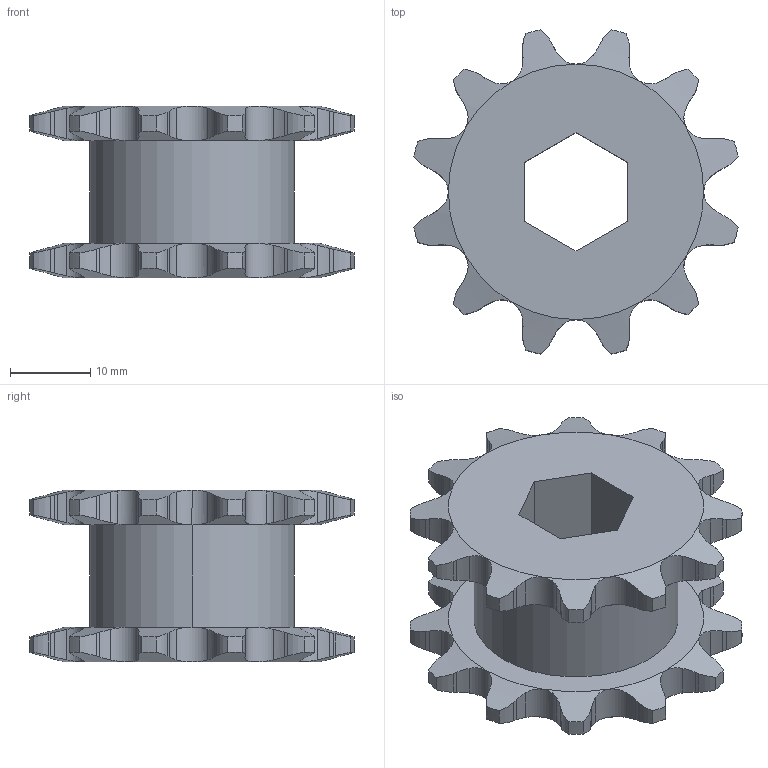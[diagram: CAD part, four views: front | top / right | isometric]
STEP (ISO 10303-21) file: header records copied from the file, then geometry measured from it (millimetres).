
FILE_DESCRIPTION (( 'STEP AP214' ), '1' );
FILE_NAME ('WCP-0759 Rev1.step', '2022-11-28T04:59:30', ( '' ), ( '' ), 'SwSTEP 2.0', 'SolidWorks 2020', '' );
FILE_SCHEMA (( 'AUTOMOTIVE_DESIGN' ));
Length unit declared in the file: inch
Products named in the file (1): WCP-0759 Rev1
Bounding box: 40.29 x 40.29 x 21.35 mm (x, y, z)
Volume: 11811.1 mm3; surface area: 5891.9 mm2
Topology: 1 solids, 1 shells, 226 faces, 662 edges, 440 vertices
Faces by surface type: cylinder 160, plane 58, cone 8
Entity records: 8526 total; most frequent: CARTESIAN_POINT 3153, ORIENTED_EDGE 1324, DIRECTION 808, EDGE_CURVE 662, VERTEX_POINT 440, B_SPLINE_CURVE_WITH_KNOTS 368, AXIS2_PLACEMENT_3D 287, LINE 234
